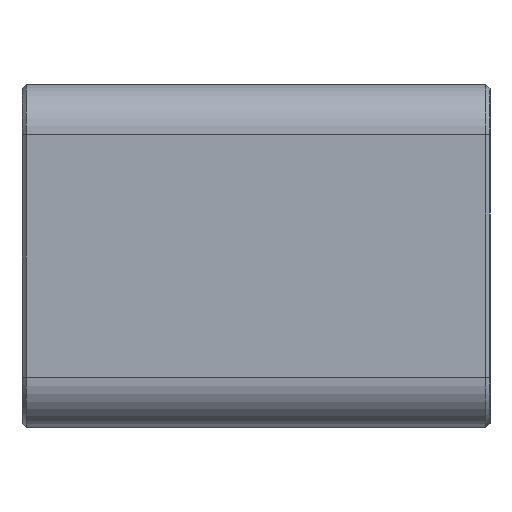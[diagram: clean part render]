
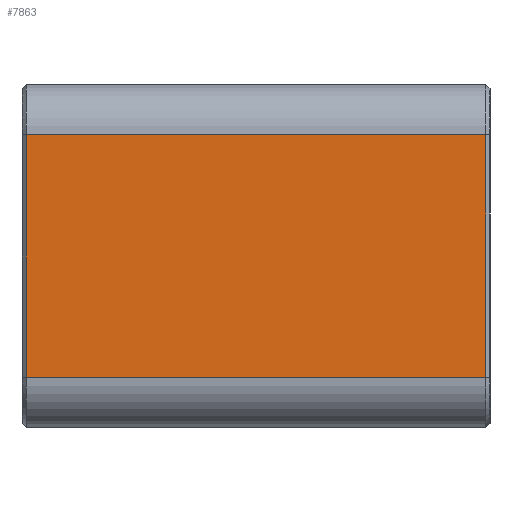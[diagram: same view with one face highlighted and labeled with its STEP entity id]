
A CAD part, left-side view. The second image highlights one B-rep face of the part: STEP entity #7863.
In plain terms, the highlighted planar face has unit normal (-1, 0, 0).
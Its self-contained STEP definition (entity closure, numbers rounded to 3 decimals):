
#328=PLANE('',#8611);
#726=FACE_OUTER_BOUND('',#1219,.T.);
#1219=EDGE_LOOP('',(#6779,#6780,#6781,#6782,#6783));
#1897=LINE('',#12944,#2671);
#1913=LINE('',#12988,#2687);
#1915=LINE('',#12990,#2689);
#1916=LINE('',#12993,#2690);
#1917=LINE('',#12994,#2691);
#2671=VECTOR('',#10593,10.);
#2687=VECTOR('',#10637,10.);
#2689=VECTOR('',#10639,10.);
#2690=VECTOR('',#10642,10.);
#2691=VECTOR('',#10643,10.);
#3798=VERTEX_POINT('',#12937);
#3799=VERTEX_POINT('',#12942);
#3812=VERTEX_POINT('',#12986);
#3813=VERTEX_POINT('',#12987);
#3814=VERTEX_POINT('',#12992);
#4831=EDGE_CURVE('',#3799,#3798,#1897,.T.);
#4852=EDGE_CURVE('',#3812,#3813,#1913,.T.);
#4854=EDGE_CURVE('',#3798,#3812,#1915,.T.);
#4855=EDGE_CURVE('',#3814,#3799,#1916,.T.);
#4856=EDGE_CURVE('',#3813,#3814,#1917,.T.);
#6779=ORIENTED_EDGE('',*,*,#4854,.F.);
#6780=ORIENTED_EDGE('',*,*,#4831,.F.);
#6781=ORIENTED_EDGE('',*,*,#4855,.F.);
#6782=ORIENTED_EDGE('',*,*,#4856,.F.);
#6783=ORIENTED_EDGE('',*,*,#4852,.F.);
#7863=ADVANCED_FACE('',(#726),#328,.T.);
#8611=AXIS2_PLACEMENT_3D('',#12991,#10640,#10641);
#10593=DIRECTION('',(0.,-1.,0.));
#10637=DIRECTION('',(0.,0.,-1.));
#10639=DIRECTION('',(0.,0.,-1.));
#10640=DIRECTION('center_axis',(-1.,0.,0.));
#10641=DIRECTION('ref_axis',(0.,0.,
1.));
#10642=DIRECTION('',(0.,0.,1.));
#10643=DIRECTION('',(0.,1.,0.));
#12937=CARTESIAN_POINT('',(21.693,-53.5,28.365));
#12942=CARTESIAN_POINT('',(21.693,1.5,28.365));
#12944=CARTESIAN_POINT('',(21.693,-45.,28.365));
#12986=CARTESIAN_POINT('',(21.693,-53.5,22.));
#12987=CARTESIAN_POINT('',(21.693,-53.5,-0.647));
#12988=CARTESIAN_POINT('',(21.693,-53.5,5.346));
#12990=CARTESIAN_POINT('',(21.693,-53.5,-1.616));
#12991=CARTESIAN_POINT('Origin',(21.693,-45.,-6.647));
#12992=CARTESIAN_POINT('',(21.693,1.5,-0.647));
#12993=CARTESIAN_POINT('',(21.693,1.5,-1.616));
#12994=CARTESIAN_POINT('',(21.693,-45.,-0.647));
